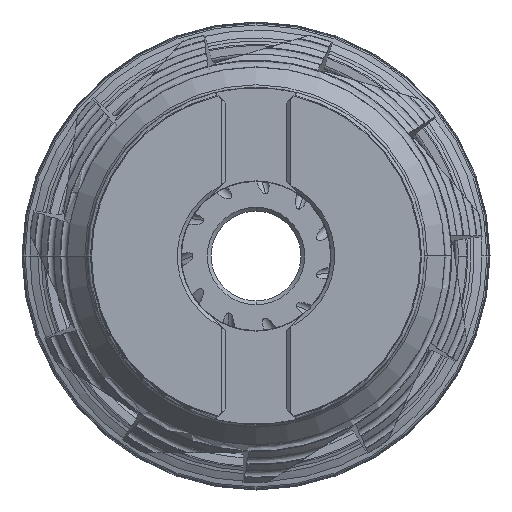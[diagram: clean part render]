
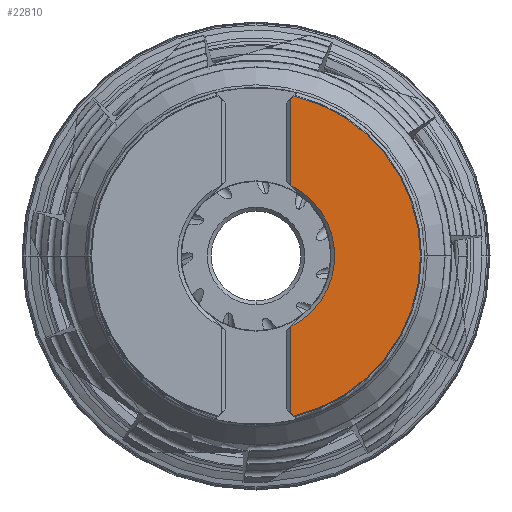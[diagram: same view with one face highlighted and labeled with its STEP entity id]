
A CAD part, left-side view. The second image highlights one B-rep face of the part: STEP entity #22810.
In plain terms, the highlighted planar face has unit normal (-1, 0, 0).
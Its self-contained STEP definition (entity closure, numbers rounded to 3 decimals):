
#172 = VERTEX_POINT ( 'NONE', #19105 ) ;
#579 = EDGE_CURVE ( 'NONE', #11967, #17729, #18062, .T. ) ;
#964 = CARTESIAN_POINT ( 'NONE',  ( -49., -9.32, 18.847 ) ) ;
#1393 = CARTESIAN_POINT ( 'NONE',  ( -49., 0., 0. ) ) ;
#1556 = EDGE_CURVE ( 'NONE', #21662, #11185, #20842, .T. ) ;
#1608 = EDGE_CURVE ( 'NONE', #4561, #8178, #22390, .T. ) ;
#2107 = DIRECTION ( 'NONE',  ( 0., 0., -1. ) ) ;
#2185 = CARTESIAN_POINT ( 'NONE',  ( -49., -12., -16.187 ) ) ;
#2313 = DIRECTION ( 'NONE',  ( 0., -0.71, 0.704 ) ) ;
#2543 = CARTESIAN_POINT ( 'NONE',  ( -49., -10.094, -42.747 ) ) ;
#2978 = AXIS2_PLACEMENT_3D ( 'NONE', #1393, #7237, #11083 ) ;
#3965 = LINE ( 'NONE', #13548, #16583 ) ;
#4074 = EDGE_LOOP ( 'NONE', ( #8157, #10797, #18209, #8145, #21916, #21719, #10620, #7160 ) ) ;
#4183 = CARTESIAN_POINT ( 'NONE',  ( -49., -9.32, -18.847 ) ) ;
#4561 = VERTEX_POINT ( 'NONE', #2543 ) ;
#4913 = CARTESIAN_POINT ( 'NONE',  ( -49., 0., 0. ) ) ;
#5620 = DIRECTION ( 'NONE',  ( 0., 0.71, 0.704 ) ) ;
#5665 = LINE ( 'NONE', #2185, #8706 ) ;
#6408 = EDGE_CURVE ( 'NONE', #11967, #172, #10046, .T. ) ;
#6507 = VECTOR ( 'NONE', #5620, 1000. ) ;
#6524 = FACE_OUTER_BOUND ( 'NONE', #4074, .T. ) ;
#6793 = AXIS2_PLACEMENT_3D ( 'NONE', #24344, #12856, #10973 ) ;
#7087 = CARTESIAN_POINT ( 'NONE',  ( -49., -9.15, 41.803 ) ) ;
#7160 = ORIENTED_EDGE ( 'NONE', *, *, #24247, .F. ) ;
#7237 = DIRECTION ( 'NONE',  ( -1., 0., 0. ) ) ;
#7816 = VECTOR ( 'NONE', #11998, 1000. ) ;
#8145 = ORIENTED_EDGE ( 'NONE', *, *, #6408, .F. ) ;
#8157 = ORIENTED_EDGE ( 'NONE', *, *, #18782, .T. ) ;
#8178 = VERTEX_POINT ( 'NONE', #12543 ) ;
#8184 = DIRECTION ( 'NONE',  ( 0., -0.707, 0.707 ) ) ;
#8679 = DIRECTION ( 'NONE',  ( 0., 0., -1. ) ) ;
#8706 = VECTOR ( 'NONE', #2313, 1000. ) ;
#9406 = VECTOR ( 'NONE', #21909, 1000. ) ;
#10046 = LINE ( 'NONE', #15616, #10937 ) ;
#10255 = CARTESIAN_POINT ( 'NONE',  ( -49., -9.15, 40.853 ) ) ;
#10620 = ORIENTED_EDGE ( 'NONE', *, *, #1556, .F. ) ;
#10797 = ORIENTED_EDGE ( 'NONE', *, *, #1608, .F. ) ;
#10937 = VECTOR ( 'NONE', #8184, 1000. ) ;
#10973 = DIRECTION ( 'NONE',  ( 0., 0., -1. ) ) ;
#11083 = DIRECTION ( 'NONE',  ( 0., 0., -1. ) ) ;
#11185 = VERTEX_POINT ( 'NONE', #964 ) ;
#11967 = VERTEX_POINT ( 'NONE', #7087 ) ;
#11998 = DIRECTION ( 'NONE',  ( 0., 0., -1. ) ) ;
#12543 = CARTESIAN_POINT ( 'NONE',  ( -49., -9.15, -41.803 ) ) ;
#12856 = DIRECTION ( 'NONE',  ( 1., 0., 0. ) ) ;
#13548 = CARTESIAN_POINT ( 'NONE',  ( -49., -9.15, -40.853 ) ) ;
#14094 = PLANE ( 'NONE',  #6793 ) ;
#14576 = EDGE_CURVE ( 'NONE', #11185, #17729, #14828, .T. ) ;
#14828 = LINE ( 'NONE', #20750, #6507 ) ;
#15616 = CARTESIAN_POINT ( 'NONE',  ( -49., -8.2, 40.853 ) ) ;
#15683 = CIRCLE ( 'NONE', #2978, 43.922 ) ;
#15774 = EDGE_CURVE ( 'NONE', #4561, #172, #15683, .T. ) ;
#16075 = CARTESIAN_POINT ( 'NONE',  ( -49., -9.15, 19.015 ) ) ;
#16583 = VECTOR ( 'NONE', #2107, 1000. ) ;
#17729 = VERTEX_POINT ( 'NONE', #16075 ) ;
#18062 = LINE ( 'NONE', #10255, #7816 ) ;
#18184 = VERTEX_POINT ( 'NONE', #19819 ) ;
#18209 = ORIENTED_EDGE ( 'NONE', *, *, #15774, .T. ) ;
#18782 = EDGE_CURVE ( 'NONE', #18184, #8178, #3965, .T. ) ;
#19105 = CARTESIAN_POINT ( 'NONE',  ( -49., -10.094, 42.747 ) ) ;
#19819 = CARTESIAN_POINT ( 'NONE',  ( -49., -9.15, -19.015 ) ) ;
#20750 = CARTESIAN_POINT ( 'NONE',  ( -49., -12., 16.187 ) ) ;
#20842 = CIRCLE ( 'NONE', #23650, 21.025 ) ;
#21662 = VERTEX_POINT ( 'NONE', #4183 ) ;
#21719 = ORIENTED_EDGE ( 'NONE', *, *, #14576, .F. ) ;
#21909 = DIRECTION ( 'NONE',  ( 0., 0.707, 0.707 ) ) ;
#21916 = ORIENTED_EDGE ( 'NONE', *, *, #579, .T. ) ;
#22269 = CARTESIAN_POINT ( 'NONE',  ( -49., -8.2, -40.853 ) ) ;
#22390 = LINE ( 'NONE', #22269, #9406 ) ;
#22810 = ADVANCED_FACE ( 'NONE', ( #6524 ), #14094, .F. ) ;
#23650 = AXIS2_PLACEMENT_3D ( 'NONE', #4913, #23791, #8679 ) ;
#23791 = DIRECTION ( 'NONE',  ( -1., 0., 0. ) ) ;
#24247 = EDGE_CURVE ( 'NONE', #18184, #21662, #5665, .T. ) ;
#24344 = CARTESIAN_POINT ( 'NONE',  ( -49., -45., -51.168 ) ) ;
